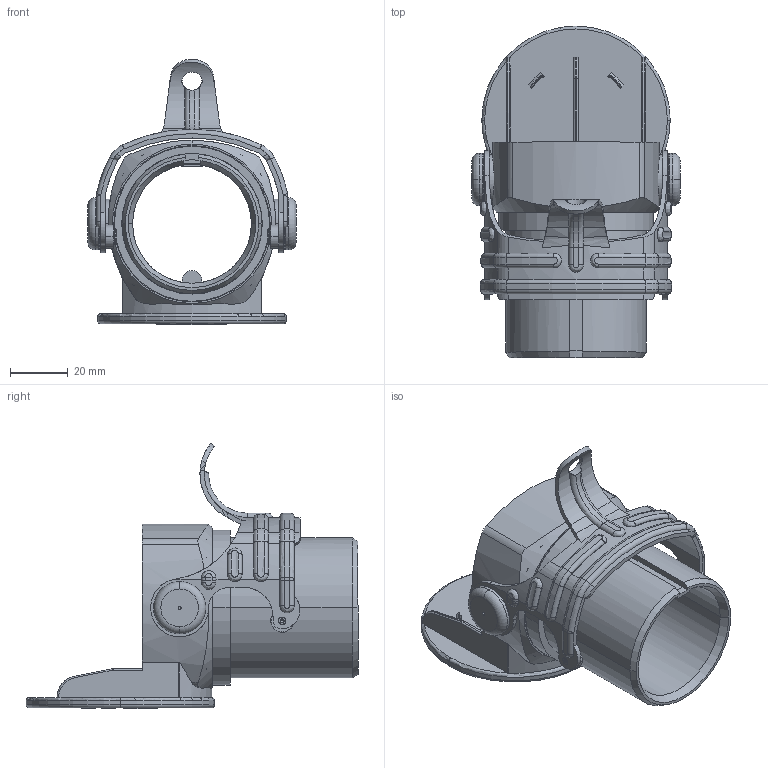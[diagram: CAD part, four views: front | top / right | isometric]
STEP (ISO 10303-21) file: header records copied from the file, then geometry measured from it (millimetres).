
FILE_DESCRIPTION((''),'2;1');
FILE_NAME('381303_SW0001','2021-04-20T09:14:20',('teru'),(''),'CREO PARAMETRIC BY PTC INC, 2017380','CREO PARAMETRIC BY PTC INC, 2017380','');
FILE_SCHEMA(('CONFIG_CONTROL_DESIGN'));
Length unit declared in the file: millimetre
Products named in the file (1): 381303_SW0001
Bounding box: 71.8 x 114.5 x 91.51 mm (x, y, z)
Volume: 70624.7 mm3; surface area: 57719 mm2
Topology: 3 solids, 3 shells, 1382 faces, 3738 edges, 2424 vertices
Faces by surface type: plane 926, cylinder 293, torus 88, cone 43, bspline 30, extrusion 2
Entity records: 47156 total; most frequent: CARTESIAN_POINT 12239, ORIENTED_EDGE 7452, DIRECTION 6970, EDGE_CURVE 3726, VECTOR 2762, LINE 2760, VERTEX_POINT 2424, AXIS2_PLACEMENT_3D 2104
